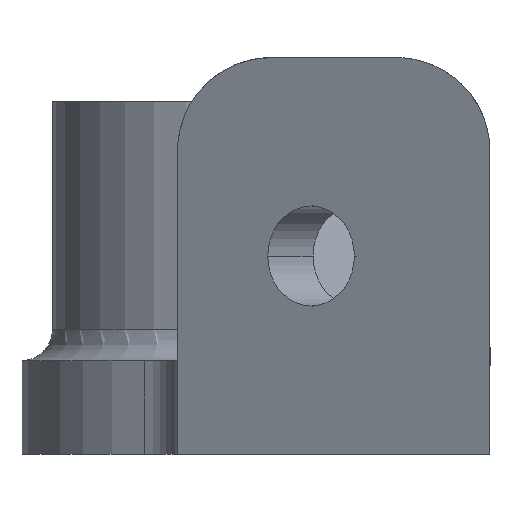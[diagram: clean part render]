
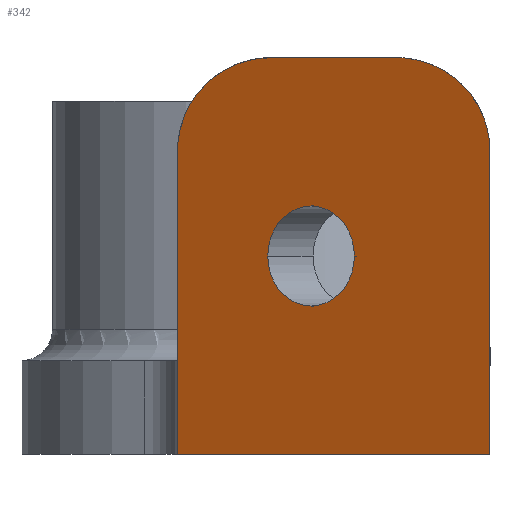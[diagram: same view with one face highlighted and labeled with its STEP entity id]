
A CAD part, left-side view. The second image highlights one B-rep face of the part: STEP entity #342.
In plain terms, the highlighted planar face has unit normal (-0.866, 0.5, 0).
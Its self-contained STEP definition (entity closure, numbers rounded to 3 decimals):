
#31 = CARTESIAN_POINT ( 'NONE',  ( -31.483, -54.531, 25.4 ) ) ;
#74 = VECTOR ( 'NONE', #1049, 1000. ) ;
#113 = VERTEX_POINT ( 'NONE', #223 ) ;
#128 = LINE ( 'NONE', #689, #811 ) ;
#140 = CARTESIAN_POINT ( 'NONE',  ( -31.483, -54.531, 22.915 ) ) ;
#144 = LINE ( 'NONE', #1035, #495 ) ;
#162 =( BOUNDED_CURVE ( )  B_SPLINE_CURVE ( 3, ( #1405, #803, #140, #164 ),
 .UNSPECIFIED., .F., .T. ) 
 B_SPLINE_CURVE_WITH_KNOTS ( ( 4, 4 ),
 ( 1.571, 3.142 ),
 .UNSPECIFIED. ) 
 CURVE ( )  GEOMETRIC_REPRESENTATION_ITEM ( )  RATIONAL_B_SPLINE_CURVE ( ( 1., 0.805, 0.805, 1. ) ) 
 REPRESENTATION_ITEM ( '' )  );
#164 = CARTESIAN_POINT ( 'NONE',  ( -31.483, -54.531, 19.4 ) ) ;
#175 = ORIENTED_EDGE ( 'NONE', *, *, #861, .T. ) ;
#193 = DIRECTION ( 'NONE',  ( 0.5, 0.866, 0. ) ) ;
#196 = ORIENTED_EDGE ( 'NONE', *, *, #1477, .T. ) ;
#198 = CARTESIAN_POINT ( 'NONE',  ( -43.03, -74.531, 19.4 ) ) ;
#205 = CARTESIAN_POINT ( 'NONE',  ( -41.595, -72.045, 25.4 ) ) ;
#223 = CARTESIAN_POINT ( 'NONE',  ( -39.566, -68.531, 25.4 ) ) ;
#224 = VERTEX_POINT ( 'NONE', #743 ) ;
#228 = VERTEX_POINT ( 'NONE', #783 ) ;
#297 = VERTEX_POINT ( 'NONE', #1126 ) ;
#342 = ADVANCED_FACE ( 'NONE', ( #849, #1139 ), #1546, .F. ) ;
#362 = EDGE_CURVE ( 'NONE', #1220, #297, #128, .T. ) ;
#371 = EDGE_LOOP ( 'NONE', ( #175, #196 ) ) ;
#382 = EDGE_LOOP ( 'NONE', ( #1277, #1295, #1315, #1278, #1067, #1260 ) ) ;
#384 = VERTEX_POINT ( 'NONE', #1321 ) ;
#449 = CARTESIAN_POINT ( 'NONE',  ( -43.03, -74.531, 22.915 ) ) ;
#450 = VERTEX_POINT ( 'NONE', #939 ) ;
#495 = VECTOR ( 'NONE', #1186, 1000. ) ;
#529 = EDGE_CURVE ( 'NONE', #224, #450, #162, .T. ) ;
#599 = EDGE_CURVE ( 'NONE', #228, #297, #144, .T. ) ;
#624 = EDGE_CURVE ( 'NONE', #224, #113, #754, .T. ) ;
#658 = CIRCLE ( 'NONE', #1390, 3.2 ) ;
#689 = CARTESIAN_POINT ( 'NONE',  ( -31.483, -54.531, 0. ) ) ;
#702 = EDGE_CURVE ( 'NONE', #228, #113, #1037, .T. ) ;
#730 = AXIS2_PLACEMENT_3D ( 'NONE', #1476, #1163, #1175 ) ;
#743 = CARTESIAN_POINT ( 'NONE',  ( -34.947, -60.531, 25.4 ) ) ;
#754 = LINE ( 'NONE', #31, #74 ) ;
#781 = CARTESIAN_POINT ( 'NONE',  ( -36.42, -63.081, 12.7 ) ) ;
#783 = CARTESIAN_POINT ( 'NONE',  ( -43.03, -74.531, 19.4 ) ) ;
#784 = DIRECTION ( 'NONE',  ( 0.866, -0.5, 0. ) ) ;
#794 = DIRECTION ( 'NONE',  ( 0.5, 0.866, 0. ) ) ;
#803 = CARTESIAN_POINT ( 'NONE',  ( -32.918, -57.016, 25.4 ) ) ;
#809 = CIRCLE ( 'NONE', #730, 3.2 ) ;
#811 = VECTOR ( 'NONE', #1210, 1000. ) ;
#842 = LINE ( 'NONE', #1184, #1128 ) ;
#849 = FACE_BOUND ( 'NONE', #371, .T. ) ;
#861 = EDGE_CURVE ( 'NONE', #912, #384, #809, .T. ) ;
#912 = VERTEX_POINT ( 'NONE', #1327 ) ;
#929 = DIRECTION ( 'NONE',  ( 0.866, -0.5, 0. ) ) ;
#939 = CARTESIAN_POINT ( 'NONE',  ( -31.483, -54.531, 19.4 ) ) ;
#1035 = CARTESIAN_POINT ( 'NONE',  ( -43.03, -74.531, 6. ) ) ;
#1037 =( BOUNDED_CURVE ( )  B_SPLINE_CURVE ( 3, ( #198, #449, #205, #1190 ),
 .UNSPECIFIED., .F., .F. ) 
 B_SPLINE_CURVE_WITH_KNOTS ( ( 4, 4 ),
 ( 3.142, 4.712 ),
 .UNSPECIFIED. ) 
 CURVE ( )  GEOMETRIC_REPRESENTATION_ITEM ( )  RATIONAL_B_SPLINE_CURVE ( ( 1., 0.805, 0.805, 1. ) ) 
 REPRESENTATION_ITEM ( '' )  );
#1049 = DIRECTION ( 'NONE',  ( -0.5, -0.866, 0. ) ) ;
#1067 = ORIENTED_EDGE ( 'NONE', *, *, #1572, .T. ) ;
#1126 = CARTESIAN_POINT ( 'NONE',  ( -43.03, -74.531, 0. ) ) ;
#1128 = VECTOR ( 'NONE', #1202, 1000. ) ;
#1139 = FACE_OUTER_BOUND ( 'NONE', #382, .T. ) ;
#1163 = DIRECTION ( 'NONE',  ( 0.866, -0.5, 0. ) ) ;
#1175 = DIRECTION ( 'NONE',  ( 0.5, 0.866, 0. ) ) ;
#1184 = CARTESIAN_POINT ( 'NONE',  ( -31.483, -54.531, 6. ) ) ;
#1186 = DIRECTION ( 'NONE',  ( 0., 0., -1. ) ) ;
#1190 = CARTESIAN_POINT ( 'NONE',  ( -39.566, -68.531, 25.4 ) ) ;
#1202 = DIRECTION ( 'NONE',  ( 0., 0., -1. ) ) ;
#1210 = DIRECTION ( 'NONE',  ( -0.5, -0.866, 0. ) ) ;
#1220 = VERTEX_POINT ( 'NONE', #1547 ) ;
#1260 = ORIENTED_EDGE ( 'NONE', *, *, #362, .T. ) ;
#1277 = ORIENTED_EDGE ( 'NONE', *, *, #599, .F. ) ;
#1278 = ORIENTED_EDGE ( 'NONE', *, *, #529, .T. ) ;
#1295 = ORIENTED_EDGE ( 'NONE', *, *, #702, .T. ) ;
#1315 = ORIENTED_EDGE ( 'NONE', *, *, #624, .F. ) ;
#1321 = CARTESIAN_POINT ( 'NONE',  ( -38.02, -65.852, 12.7 ) ) ;
#1327 = CARTESIAN_POINT ( 'NONE',  ( -34.82, -60.309, 12.7 ) ) ;
#1390 = AXIS2_PLACEMENT_3D ( 'NONE', #781, #784, #794 ) ;
#1405 = CARTESIAN_POINT ( 'NONE',  ( -34.947, -60.531, 25.4 ) ) ;
#1429 = CARTESIAN_POINT ( 'NONE',  ( -31.483, -54.531, 6. ) ) ;
#1465 = AXIS2_PLACEMENT_3D ( 'NONE', #1429, #929, #193 ) ;
#1476 = CARTESIAN_POINT ( 'NONE',  ( -36.42, -63.081, 12.7 ) ) ;
#1477 = EDGE_CURVE ( 'NONE', #384, #912, #658, .T. ) ;
#1546 = PLANE ( 'NONE',  #1465 ) ;
#1547 = CARTESIAN_POINT ( 'NONE',  ( -31.483, -54.531, 0. ) ) ;
#1572 = EDGE_CURVE ( 'NONE', #450, #1220, #842, .T. ) ;
